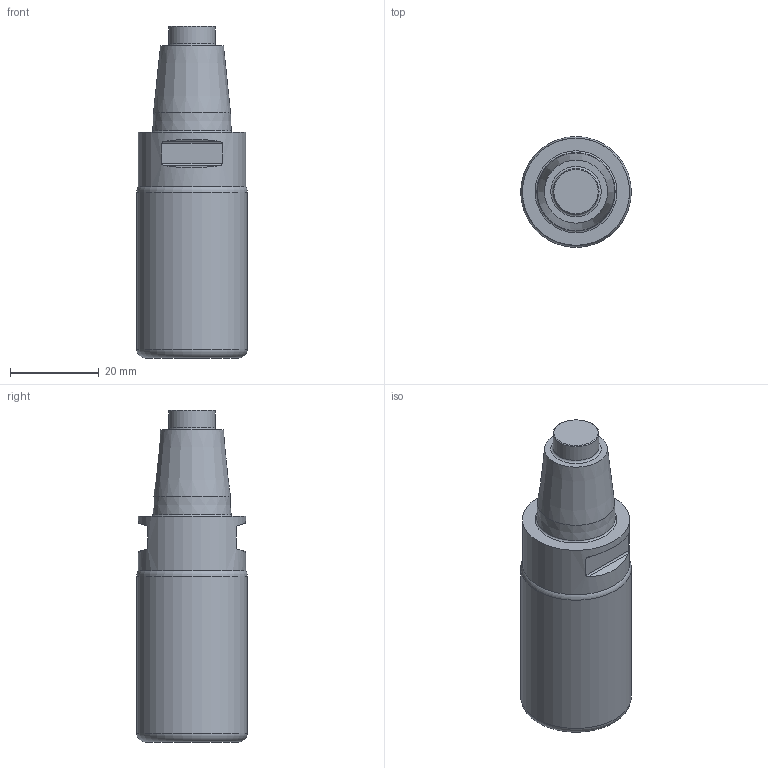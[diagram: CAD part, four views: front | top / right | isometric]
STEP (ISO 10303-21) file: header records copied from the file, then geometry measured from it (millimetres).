
FILE_DESCRIPTION(/* description */ (''),/* implementation_level */ '2;1');
FILE_NAME(/* name */ '1522921735689.stp',/* time_stamp */ '2018-04-05T11:49:06+02:00',/* author */ (''),/* organization */ ('SMS'),/* preprocessor_version */ 'ST-DEVELOPER v15',/* originating_system */ 'SIEMENS PLM Software NX 8.5',/* authorisation */ '');
FILE_SCHEMA (('AUTOMOTIVE_DESIGN { 1 0 10303 214 3 1 1 1 }'));
Length unit declared in the file: millimetre
Products named in the file (1): 201567087mod000_00
Bounding box: 25 x 25 x 75 mm (x, y, z)
Volume: 28788.3 mm3; surface area: 6925.3 mm2
Topology: 2 solids, 2 shells, 26 faces, 102 edges, 145 vertices
Faces by surface type: plane 12, cylinder 7, torus 4, cone 3
Full cylindrical faces by diameter (mm): 10.4 x1, 24.2 x1, 25 x1
Entity records: 1326 total; most frequent: CARTESIAN_POINT 302, DIRECTION 169, ORIENTED_EDGE 76, STYLED_ITEM 68, PRESENTATION_STYLE_ASSIGNMENT 68, CURVE_STYLE 59, DRAUGHTING_PRE_DEFINED_CURVE_FONT 59, LINE 59
